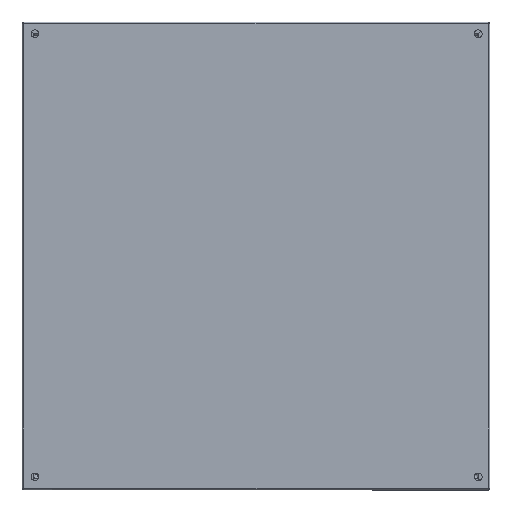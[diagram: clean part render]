
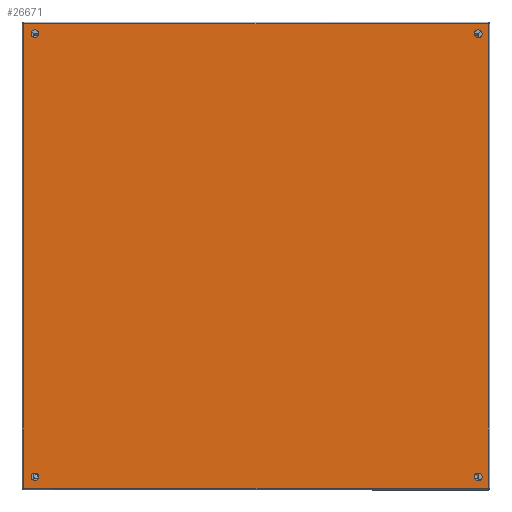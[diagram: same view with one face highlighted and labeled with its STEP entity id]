
A CAD part, top view. The second image highlights one B-rep face of the part: STEP entity #26671.
In plain terms, the highlighted face is planar.
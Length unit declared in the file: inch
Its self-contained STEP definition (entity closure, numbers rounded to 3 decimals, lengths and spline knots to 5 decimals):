
#332 = CIRCLE ( 'NONE', #38805, 0.25 ) ;
#740 = DIRECTION ( 'NONE',  ( 0., 1., 0. ) ) ;
#838 = CARTESIAN_POINT ( 'NONE',  ( 0., 0.5, 14.25 ) ) ;
#1598 = CARTESIAN_POINT ( 'NONE',  ( 0., 28.92789, -14.178 ) ) ;
#1864 = EDGE_CURVE ( 'NONE', #34107, #3025, #8664, .T. ) ;
#2095 = EDGE_LOOP ( 'NONE', ( #41208, #23070 ) ) ;
#2644 = CARTESIAN_POINT ( 'NONE',  ( 0., 29.892, 14.892 ) ) ;
#3025 = VERTEX_POINT ( 'NONE', #36975 ) ;
#5222 = ORIENTED_EDGE ( 'NONE', *, *, #5248, .T. ) ;
#5248 = EDGE_CURVE ( 'NONE', #43553, #31184, #332, .T. ) ;
#5676 = ORIENTED_EDGE ( 'NONE', *, *, #23719, .F. ) ;
#5756 = AXIS2_PLACEMENT_3D ( 'NONE', #39294, #11605, #39509 ) ;
#8209 = DIRECTION ( 'NONE',  ( 1., 0., 0. ) ) ;
#8443 = FACE_BOUND ( 'NONE', #2095, .T. ) ;
#8664 = LINE ( 'NONE', #22514, #35114 ) ;
#8872 = LINE ( 'NONE', #12514, #40040 ) ;
#9662 = DIRECTION ( 'NONE',  ( 0., 1., 0. ) ) ;
#10003 = LINE ( 'NONE', #16830, #35102 ) ;
#10595 = CIRCLE ( 'NONE', #38872, 0.25 ) ;
#10757 = CARTESIAN_POINT ( 'NONE',  ( 0., 0.75, 14.25 ) ) ;
#11201 = CIRCLE ( 'NONE', #24209, 0.25 ) ;
#11605 = DIRECTION ( 'NONE',  ( 1., 0., 0. ) ) ;
#11780 = DIRECTION ( 'NONE',  ( 0., 1., 0. ) ) ;
#12433 = CARTESIAN_POINT ( 'NONE',  ( 0., 0.75, 14.25 ) ) ;
#12514 = CARTESIAN_POINT ( 'NONE',  ( 0., 0.072, -14.892 ) ) ;
#12735 = EDGE_CURVE ( 'NONE', #35230, #29948, #10595, .T. ) ;
#12982 = AXIS2_PLACEMENT_3D ( 'NONE', #38618, #34104, #20679 ) ;
#13102 = DIRECTION ( 'NONE',  ( 1., 0., 0. ) ) ;
#13760 = CARTESIAN_POINT ( 'NONE',  ( 0., 1., -14.178 ) ) ;
#14349 = DIRECTION ( 'NONE',  ( 0., 0., 1. ) ) ;
#14380 = EDGE_CURVE ( 'NONE', #3025, #40240, #33583, .T. ) ;
#14587 = ORIENTED_EDGE ( 'NONE', *, *, #31082, .T. ) ;
#14988 = EDGE_CURVE ( 'NONE', #29948, #35230, #24557, .T. ) ;
#15067 = ORIENTED_EDGE ( 'NONE', *, *, #23219, .T. ) ;
#15168 = DIRECTION ( 'NONE',  ( 0., 1., 0. ) ) ;
#15229 = CARTESIAN_POINT ( 'NONE',  ( 0., 29.17789, -14.178 ) ) ;
#15584 = CARTESIAN_POINT ( 'NONE',  ( 0., 0.5, -14.178 ) ) ;
#16569 = CARTESIAN_POINT ( 'NONE',  ( 0., 1., 14.25 ) ) ;
#16830 = CARTESIAN_POINT ( 'NONE',  ( 0., 29.892, 14.928 ) ) ;
#17682 = ORIENTED_EDGE ( 'NONE', *, *, #14380, .F. ) ;
#18258 = AXIS2_PLACEMENT_3D ( 'NONE', #42537, #39808, #28884 ) ;
#18286 = CIRCLE ( 'NONE', #22633, 0.25 ) ;
#19415 = CARTESIAN_POINT ( 'NONE',  ( 0., 0.75, -14.178 ) ) ;
#20086 = VERTEX_POINT ( 'NONE', #39128 ) ;
#20679 = DIRECTION ( 'NONE',  ( 0., 1., 0. ) ) ;
#21200 = DIRECTION ( 'NONE',  ( 1., 0., 0. ) ) ;
#21552 = DIRECTION ( 'NONE',  ( 1., 0., 0. ) ) ;
#21677 = ORIENTED_EDGE ( 'NONE', *, *, #40028, .T. ) ;
#22084 = FACE_OUTER_BOUND ( 'NONE', #42013, .T. ) ;
#22514 = CARTESIAN_POINT ( 'NONE',  ( 0., 0.072, 14.892 ) ) ;
#22633 = AXIS2_PLACEMENT_3D ( 'NONE', #12433, #13102, #9662 ) ;
#23070 = ORIENTED_EDGE ( 'NONE', *, *, #14988, .T. ) ;
#23099 = VERTEX_POINT ( 'NONE', #40288 ) ;
#23219 = EDGE_CURVE ( 'NONE', #20086, #23099, #37819, .T. ) ;
#23352 = PLANE ( 'NONE',  #40236 ) ;
#23719 = EDGE_CURVE ( 'NONE', #40240, #39514, #8872, .T. ) ;
#24209 = AXIS2_PLACEMENT_3D ( 'NONE', #40082, #36717, #24409 ) ;
#24409 = DIRECTION ( 'NONE',  ( 0., 1., 0. ) ) ;
#24557 = CIRCLE ( 'NONE', #12982, 0.25 ) ;
#25452 = FACE_BOUND ( 'NONE', #42959, .T. ) ;
#25783 = EDGE_CURVE ( 'NONE', #39514, #34107, #10003, .T. ) ;
#25875 = CARTESIAN_POINT ( 'NONE',  ( 0., 0.108, 14.928 ) ) ;
#26130 = EDGE_CURVE ( 'NONE', #23099, #20086, #11201, .T. ) ;
#26328 = DIRECTION ( 'NONE',  ( 0., 1., 0. ) ) ;
#26671 = ADVANCED_FACE ( 'NONE', ( #32944, #22084, #28852, #8443, #25452 ), #23352, .F. ) ;
#26682 = VERTEX_POINT ( 'NONE', #16569 ) ;
#27534 = AXIS2_PLACEMENT_3D ( 'NONE', #10757, #21200, #740 ) ;
#27578 = CARTESIAN_POINT ( 'NONE',  ( 0., 29.42789, -14.178 ) ) ;
#28852 = FACE_BOUND ( 'NONE', #37256, .T. ) ;
#28884 = DIRECTION ( 'NONE',  ( 0., 1., 0. ) ) ;
#29131 = DIRECTION ( 'NONE',  ( 1., 0., 0. ) ) ;
#29505 = VECTOR ( 'NONE', #39727, 39.37008 ) ;
#29646 = CIRCLE ( 'NONE', #5756, 0.25 ) ;
#29948 = VERTEX_POINT ( 'NONE', #15584 ) ;
#30424 = CARTESIAN_POINT ( 'NONE',  ( 0., 0.108, -14.892 ) ) ;
#30785 = EDGE_CURVE ( 'NONE', #26682, #32293, #39192, .T. ) ;
#31082 = EDGE_CURVE ( 'NONE', #31184, #43553, #29646, .T. ) ;
#31184 = VERTEX_POINT ( 'NONE', #27578 ) ;
#32293 = VERTEX_POINT ( 'NONE', #838 ) ;
#32944 = FACE_BOUND ( 'NONE', #41244, .T. ) ;
#33583 = LINE ( 'NONE', #25875, #29505 ) ;
#34104 = DIRECTION ( 'NONE',  ( 1., 0., 0. ) ) ;
#34107 = VERTEX_POINT ( 'NONE', #2644 ) ;
#35102 = VECTOR ( 'NONE', #14349, 39.37008 ) ;
#35114 = VECTOR ( 'NONE', #43388, 39.37008 ) ;
#35230 = VERTEX_POINT ( 'NONE', #13760 ) ;
#36717 = DIRECTION ( 'NONE',  ( 1., 0., 0. ) ) ;
#36975 = CARTESIAN_POINT ( 'NONE',  ( 0., 0.108, 14.892 ) ) ;
#37256 = EDGE_LOOP ( 'NONE', ( #15067, #37424 ) ) ;
#37424 = ORIENTED_EDGE ( 'NONE', *, *, #26130, .T. ) ;
#37819 = CIRCLE ( 'NONE', #18258, 0.25 ) ;
#38618 = CARTESIAN_POINT ( 'NONE',  ( 0., 0.75, -14.178 ) ) ;
#38624 = ORIENTED_EDGE ( 'NONE', *, *, #30785, .T. ) ;
#38805 = AXIS2_PLACEMENT_3D ( 'NONE', #15229, #21552, #11780 ) ;
#38872 = AXIS2_PLACEMENT_3D ( 'NONE', #19415, #29131, #15168 ) ;
#39128 = CARTESIAN_POINT ( 'NONE',  ( 0., 29.42789, 14.25 ) ) ;
#39192 = CIRCLE ( 'NONE', #27534, 0.25 ) ;
#39294 = CARTESIAN_POINT ( 'NONE',  ( 0., 29.17789, -14.178 ) ) ;
#39509 = DIRECTION ( 'NONE',  ( 0., 1., 0. ) ) ;
#39514 = VERTEX_POINT ( 'NONE', #43832 ) ;
#39538 = DIRECTION ( 'NONE',  ( 0., -1., 0. ) ) ;
#39727 = DIRECTION ( 'NONE',  ( 0., 0., -1. ) ) ;
#39808 = DIRECTION ( 'NONE',  ( 1., 0., 0. ) ) ;
#40028 = EDGE_CURVE ( 'NONE', #32293, #26682, #18286, .T. ) ;
#40040 = VECTOR ( 'NONE', #26328, 39.37008 ) ;
#40082 = CARTESIAN_POINT ( 'NONE',  ( 0., 29.17789, 14.25 ) ) ;
#40199 = ORIENTED_EDGE ( 'NONE', *, *, #25783, .F. ) ;
#40236 = AXIS2_PLACEMENT_3D ( 'NONE', #43407, #8209, #39538 ) ;
#40240 = VERTEX_POINT ( 'NONE', #30424 ) ;
#40288 = CARTESIAN_POINT ( 'NONE',  ( 0., 28.92789, 14.25 ) ) ;
#41208 = ORIENTED_EDGE ( 'NONE', *, *, #12735, .T. ) ;
#41244 = EDGE_LOOP ( 'NONE', ( #38624, #21677 ) ) ;
#42013 = EDGE_LOOP ( 'NONE', ( #17682, #42695, #40199, #5676 ) ) ;
#42537 = CARTESIAN_POINT ( 'NONE',  ( 0., 29.17789, 14.25 ) ) ;
#42695 = ORIENTED_EDGE ( 'NONE', *, *, #1864, .F. ) ;
#42959 = EDGE_LOOP ( 'NONE', ( #14587, #5222 ) ) ;
#43388 = DIRECTION ( 'NONE',  ( 0., -1., 0. ) ) ;
#43407 = CARTESIAN_POINT ( 'NONE',  ( 0., 0.072, 14.928 ) ) ;
#43553 = VERTEX_POINT ( 'NONE', #1598 ) ;
#43832 = CARTESIAN_POINT ( 'NONE',  ( 0., 29.892, -14.892 ) ) ;
